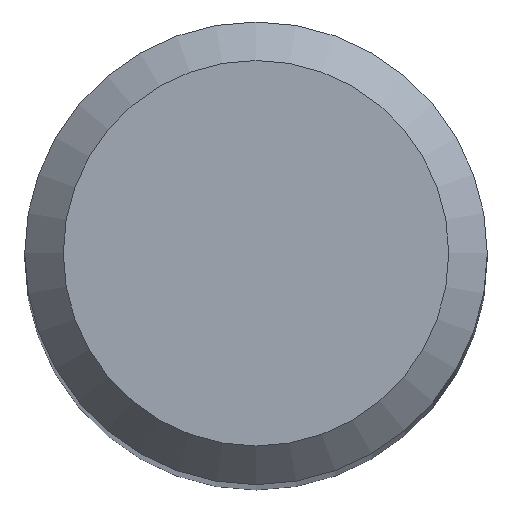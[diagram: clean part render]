
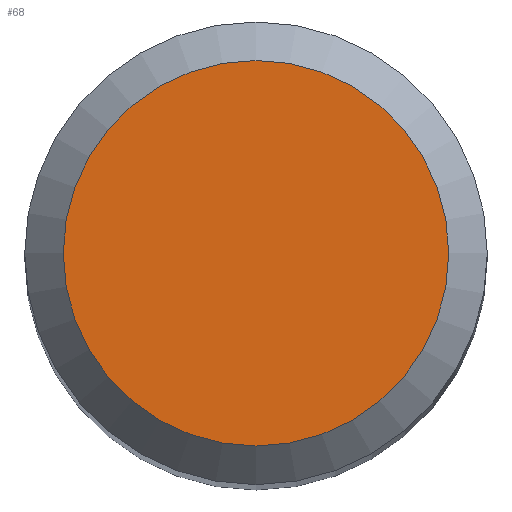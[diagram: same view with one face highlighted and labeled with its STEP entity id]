
A CAD part, top view. The second image highlights one B-rep face of the part: STEP entity #68.
In plain terms, the highlighted planar face has unit normal (0, 0, 1).
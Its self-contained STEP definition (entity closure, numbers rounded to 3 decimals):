
#68=ADVANCED_FACE('',(#82),#78,.T.);
#78=PLANE('',#191);
#82=FACE_OUTER_BOUND('',#86,.T.);
#86=EDGE_LOOP('',(#102));
#102=ORIENTED_EDGE('',*,*,#126,.F.);
#118=VERTEX_POINT('',#277);
#126=EDGE_CURVE('',#118,#118,#134,.T.);
#134=CIRCLE('',#190,2.5);
#190=AXIS2_PLACEMENT_3D('',#276,#216,#217);
#191=AXIS2_PLACEMENT_3D('',#278,#218,#219);
#216=DIRECTION('',(0.,0.,-1.));
#217=DIRECTION('',(-1.,0.,0.));
#218=DIRECTION('',(0.,0.,1.));
#219=DIRECTION('',(1.,0.,0.));
#276=CARTESIAN_POINT('',(0.,0.,36.));
#277=CARTESIAN_POINT('',(-2.5,0.,36.));
#278=CARTESIAN_POINT('',(0.,2.5,36.));
